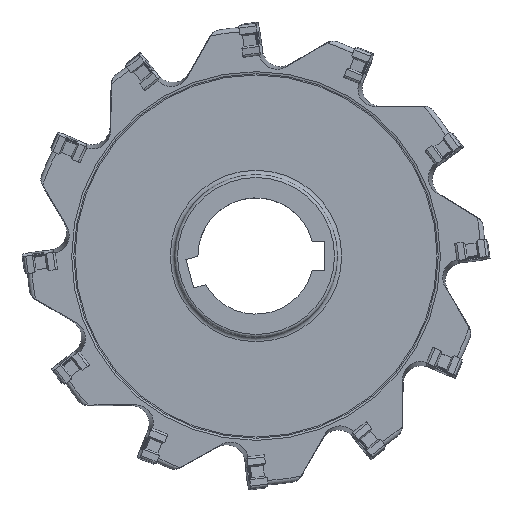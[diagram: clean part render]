
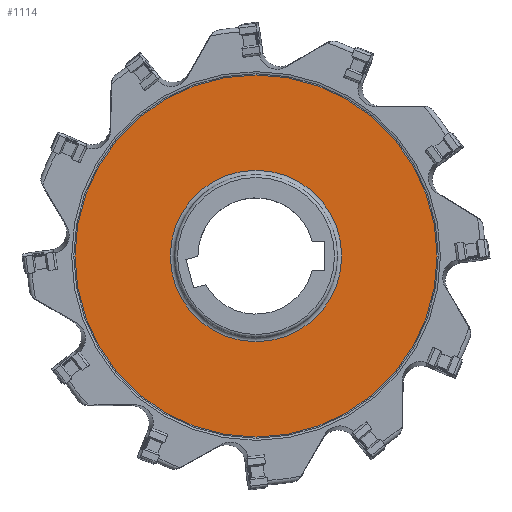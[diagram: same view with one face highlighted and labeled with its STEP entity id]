
A CAD part, top view. The second image highlights one B-rep face of the part: STEP entity #1114.
In plain terms, the highlighted planar face has unit normal (0, 0, 1).
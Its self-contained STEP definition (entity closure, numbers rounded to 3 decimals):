
#555=FACE_BOUND('',#2216,.T.);
#556=FACE_BOUND('',#2217,.T.);
#823=CIRCLE('',#11026,62.303);
#824=CIRCLE('',#11027,29.5);
#1114=ADVANCED_FACE('',(#555,#556),#1604,.F.);
#1604=PLANE('',#11028);
#2216=EDGE_LOOP('',(#4975));
#2217=EDGE_LOOP('',(#4976));
#4975=ORIENTED_EDGE('',*,*,#9408,.T.);
#4976=ORIENTED_EDGE('',*,*,#9409,.T.);
#8099=VERTEX_POINT('',#15972);
#8100=VERTEX_POINT('',#15974);
#9408=EDGE_CURVE('',#8099,#8099,#823,.T.);
#9409=EDGE_CURVE('',#8100,#8100,#824,.T.);
#11026=AXIS2_PLACEMENT_3D('',#15971,#12271,#12272);
#11027=AXIS2_PLACEMENT_3D('',#15973,#12273,#12274);
#11028=AXIS2_PLACEMENT_3D('',#15975,#12275,#12276);
#12271=DIRECTION('',(0.,0.,1.));
#12272=DIRECTION('',(-1.,0.,0.));
#12273=DIRECTION('',(0.,0.,-1.));
#12274=DIRECTION('',(-1.,0.,0.));
#12275=DIRECTION('',(0.,0.,-1.));
#12276=DIRECTION('',(-1.,0.,0.));
#15971=CARTESIAN_POINT('',(0.,0.,-2.75));
#15972=CARTESIAN_POINT('',(-62.303,0.,-2.75));
#15973=CARTESIAN_POINT('',(0.,0.,-2.75));
#15974=CARTESIAN_POINT('',(-29.5,0.,-2.75));
#15975=CARTESIAN_POINT('',(28.,0.,-2.75));
